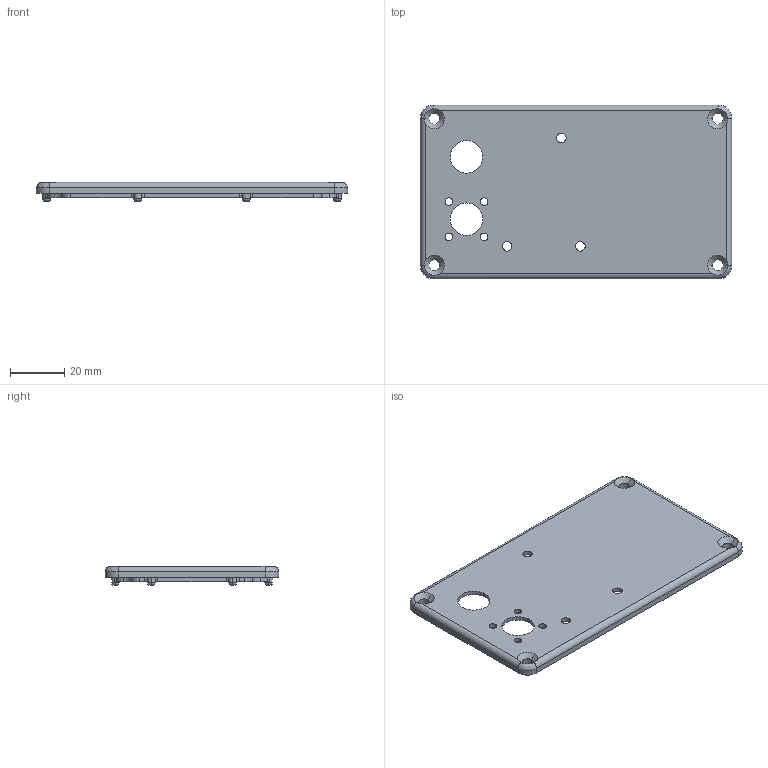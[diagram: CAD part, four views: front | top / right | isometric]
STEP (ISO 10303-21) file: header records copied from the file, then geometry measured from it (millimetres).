
FILE_DESCRIPTION (( 'STEP AP203' ), '1' );
FILE_NAME ('EXT_boitierAluminium_525613_1.STEP', '2019-07-11T08:49:30', ( 'admin' ), ( 'Microsoft' ), 'SwSTEP 2.0', 'SolidWorks 2015', '' );
FILE_SCHEMA (( 'CONFIG_CONTROL_DESIGN' ));
Length unit declared in the file: millimetre
Products named in the file (1): EXT_boitierAluminium_525613_1
Bounding box: 114.8 x 64.1 x 7.1 mm (x, y, z)
Volume: 16320.5 mm3; surface area: 17031.3 mm2
Topology: 1 solids, 1 shells, 158 faces, 442 edges, 284 vertices
Faces by surface type: cone 48, bspline 40, cylinder 38, plane 32
Entity records: 6155 total; most frequent: CARTESIAN_POINT 2193, ORIENTED_EDGE 884, DIRECTION 752, EDGE_CURVE 442, AXIS2_PLACEMENT_3D 299, VERTEX_POINT 284, EDGE_LOOP 182, CIRCLE 180
